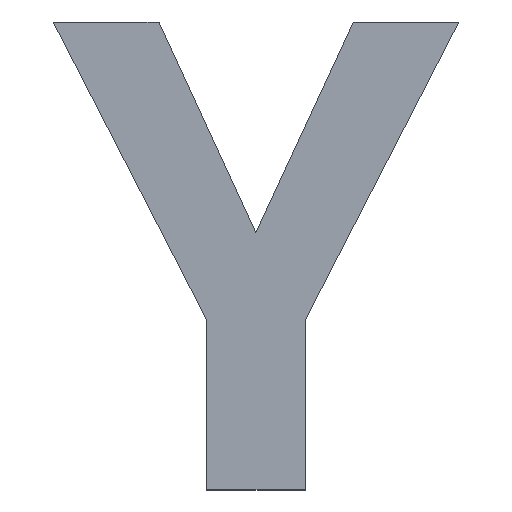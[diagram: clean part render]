
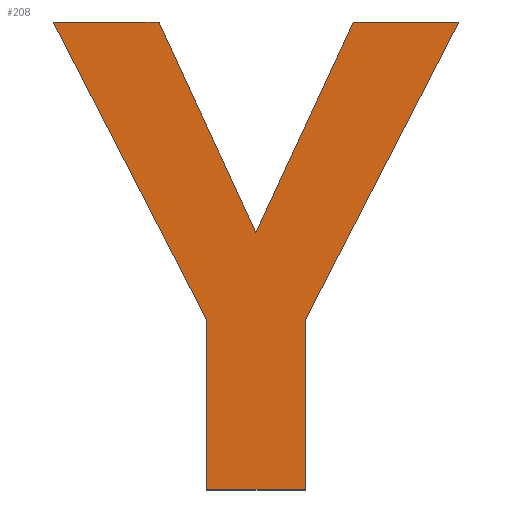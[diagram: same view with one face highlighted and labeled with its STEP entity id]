
A CAD part, top view. The second image highlights one B-rep face of the part: STEP entity #208.
In plain terms, the highlighted planar face has unit normal (0, 0, 1).
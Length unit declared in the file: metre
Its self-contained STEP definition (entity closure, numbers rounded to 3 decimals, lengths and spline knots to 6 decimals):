
#57=ORIENTED_EDGE('',*,*,#66,.F.);
#58=ORIENTED_EDGE('',*,*,#70,.F.);
#59=ORIENTED_EDGE('',*,*,#73,.F.);
#60=ORIENTED_EDGE('',*,*,#76,.F.);
#61=ORIENTED_EDGE('',*,*,#79,.F.);
#62=ORIENTED_EDGE('',*,*,#82,.F.);
#63=ORIENTED_EDGE('',*,*,#85,.F.);
#64=ORIENTED_EDGE('',*,*,#88,.F.);
#65=ORIENTED_EDGE('',*,*,#91,.F.);
#66=EDGE_CURVE('',#93,#94,#111,.T.);
#70=EDGE_CURVE('',#97,#93,#115,.T.);
#73=EDGE_CURVE('',#99,#97,#118,.T.);
#76=EDGE_CURVE('',#101,#99,#121,.T.);
#79=EDGE_CURVE('',#103,#101,#124,.T.);
#82=EDGE_CURVE('',#105,#103,#127,.T.);
#85=EDGE_CURVE('',#107,#105,#130,.T.);
#88=EDGE_CURVE('',#109,#107,#133,.T.);
#91=EDGE_CURVE('',#94,#109,#136,.T.);
#93=VERTEX_POINT('',#287);
#94=VERTEX_POINT('',#288);
#97=VERTEX_POINT('',#296);
#99=VERTEX_POINT('',#302);
#101=VERTEX_POINT('',#308);
#103=VERTEX_POINT('',#314);
#105=VERTEX_POINT('',#320);
#107=VERTEX_POINT('',#326);
#109=VERTEX_POINT('',#332);
#111=LINE('',#286,#138);
#115=LINE('',#295,#142);
#118=LINE('',#301,#145);
#121=LINE('',#307,#148);
#124=LINE('',#313,#151);
#127=LINE('',#319,#154);
#130=LINE('',#325,#157);
#133=LINE('',#331,#160);
#136=LINE('',#337,#163);
#138=VECTOR('',#237,1.);
#142=VECTOR('',#243,1.);
#145=VECTOR('',#248,1.);
#148=VECTOR('',#253,1.);
#151=VECTOR('',#258,1.);
#154=VECTOR('',#263,1.);
#157=VECTOR('',#268,1.);
#160=VECTOR('',#273,1.);
#163=VECTOR('',#278,1.);
#175=EDGE_LOOP('',(#57,#58,#59,#60,#61,#62,#63,#64,#65));
#186=FACE_BOUND('',#175,.T.);
#197=PLANE('',#232);
#208=ADVANCED_FACE('',(#186),#197,.T.);
#232=AXIS2_PLACEMENT_3D('',#340,#282,#283);
#237=DIRECTION('',(0.419,0.908,0.));
#243=DIRECTION('',(0.417,-0.909,0.));
#248=DIRECTION('',(1.,0.,0.));
#253=DIRECTION('',(-0.458,0.889,0.));
#258=DIRECTION('',(0.,1.,0.));
#263=DIRECTION('',(-1.,0.,0.));
#268=DIRECTION('',(0.,-1.,0.));
#273=DIRECTION('',(-0.458,-0.889,0.));
#278=DIRECTION('',(1.,0.,0.));
#282=DIRECTION('',(0.,0.,1.));
#283=DIRECTION('',(1.,0.,0.));
#286=CARTESIAN_POINT('',(0.114097,-0.009558,0.0095));
#287=CARTESIAN_POINT('',(0.113522,-0.010804,0.0095));
#288=CARTESIAN_POINT('',(0.114673,-0.008312,0.0095));
#295=CARTESIAN_POINT('',(0.11295,-0.009558,0.0095));
#296=CARTESIAN_POINT('',(0.112378,-0.008312,0.0095));
#301=CARTESIAN_POINT('',(0.111754,-0.008312,0.0095));
#302=CARTESIAN_POINT('',(0.111129,-0.008312,0.0095));
#307=CARTESIAN_POINT('',(0.112037,-0.010074,0.0095));
#308=CARTESIAN_POINT('',(0.112945,-0.011837,0.0095));
#313=CARTESIAN_POINT('',(0.112945,-0.012839,0.0095));
#314=CARTESIAN_POINT('',(0.112945,-0.013842,0.0095));
#319=CARTESIAN_POINT('',(0.113524,-0.013842,0.0095));
#320=CARTESIAN_POINT('',(0.114103,-0.013842,0.0095));
#325=CARTESIAN_POINT('',(0.114103,-0.012839,0.0095));
#326=CARTESIAN_POINT('',(0.114103,-0.011837,0.0095));
#331=CARTESIAN_POINT('',(0.115011,-0.010074,0.0095));
#332=CARTESIAN_POINT('',(0.115919,-0.008312,0.0095));
#337=CARTESIAN_POINT('',(0.115296,-0.008312,0.0095));
#340=CARTESIAN_POINT('',(0.104891,-0.015824,0.0095));
